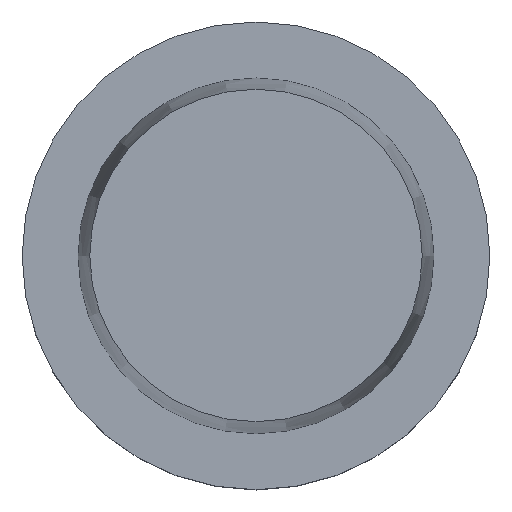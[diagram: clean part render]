
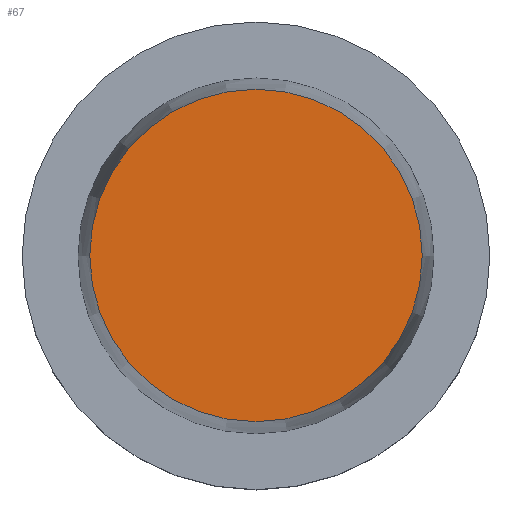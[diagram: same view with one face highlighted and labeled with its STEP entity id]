
A CAD part, top view. The second image highlights one B-rep face of the part: STEP entity #67.
In plain terms, the highlighted planar face has unit normal (0, 0, 1).
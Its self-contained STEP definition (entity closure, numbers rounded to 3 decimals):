
#36=FACE_OUTER_BOUND('',#148,.T.);
#42=PLANE('',#336);
#67=ADVANCED_FACE('',(#36),#42,.F.);
#148=EDGE_LOOP('',(#190));
#190=ORIENTED_EDGE('',*,*,#240,.F.);
#219=VERTEX_POINT('',#497);
#240=EDGE_CURVE('',#219,#219,#261,.T.);
#261=CIRCLE('',#335,35.508);
#335=AXIS2_PLACEMENT_3D('',#496,#416,#417);
#336=AXIS2_PLACEMENT_3D('',#498,#418,#419);
#416=DIRECTION('',(0.,0.,-1.));
#417=DIRECTION('',(-1.,0.,0.));
#418=DIRECTION('',(0.,0.,-1.));
#419=DIRECTION('',(1.,0.,0.));
#496=CARTESIAN_POINT('',(0.,0.,49.9));
#497=CARTESIAN_POINT('',(-35.508,0.,49.9));
#498=CARTESIAN_POINT('',(-26.53,0.,49.9));
